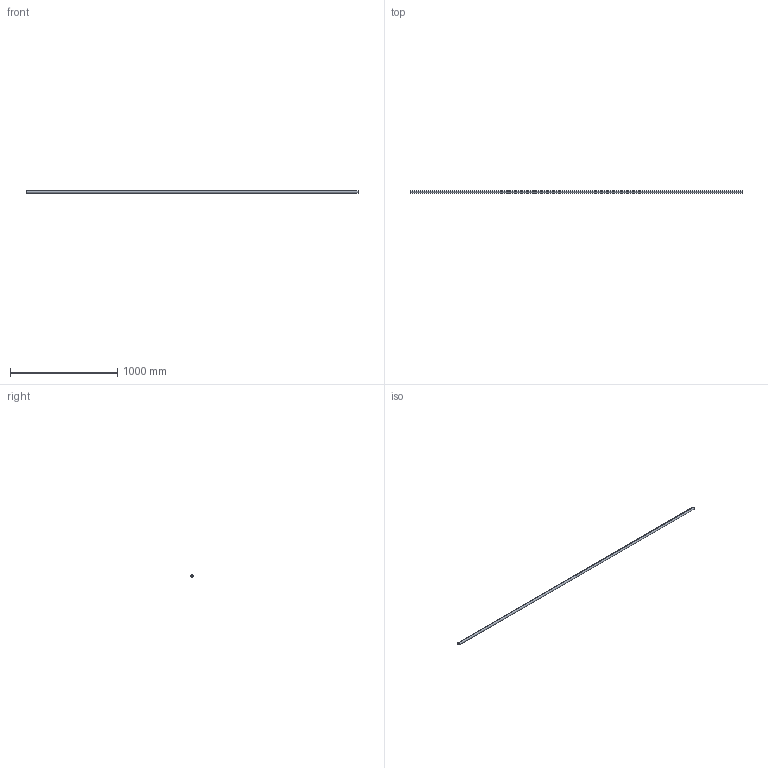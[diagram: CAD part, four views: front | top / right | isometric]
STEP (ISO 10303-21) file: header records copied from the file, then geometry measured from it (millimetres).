
FILE_DESCRIPTION (( 'STEP AP203' ), '1' );
FILE_NAME ('60840-240-3100.step', '2019-09-17T11:17:49', ( '' ), ( '' ), 'SwSTEP 2.0', 'SolidWorks 2015', '' );
FILE_SCHEMA (( 'CONFIG_CONTROL_DESIGN' ));
Length unit declared in the file: millimetre
Products named in the file (1): 60840-240-3100
Bounding box: 3100 x 25 x 25 mm (x, y, z)
Volume: 447623 mm3; surface area: 448143.9 mm2
Topology: 1 solids, 1 shells, 305 faces, 816 edges, 530 vertices
Faces by surface type: bspline 139, plane 108, cylinder 58
Entity records: 16256 total; most frequent: CARTESIAN_POINT 9552, ORIENTED_EDGE 1632, DIRECTION 922, EDGE_CURVE 816, VERTEX_POINT 530, LINE 380, VECTOR 380, EDGE_LOOP 334
